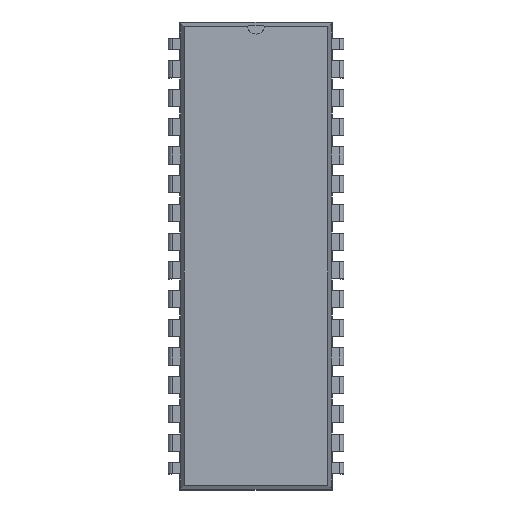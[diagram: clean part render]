
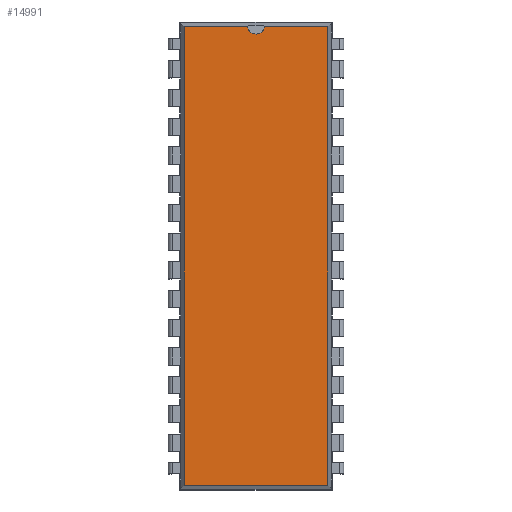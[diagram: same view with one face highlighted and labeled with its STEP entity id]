
A CAD part, top view. The second image highlights one B-rep face of the part: STEP entity #14991.
In plain terms, the highlighted planar face has unit normal (0, 0, 1).
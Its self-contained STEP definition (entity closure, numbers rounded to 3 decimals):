
#8195 = VERTEX_POINT('',#8196);
#8196 = CARTESIAN_POINT('',(13.952,1.252,3.68));
#8201 = EDGE_CURVE('',#8202,#8195,#8204,.T.);
#8202 = VERTEX_POINT('',#8203);
#8203 = CARTESIAN_POINT('',(13.952,-39.352,3.68));
#8204 = LINE('',#8205,#8206);
#8205 = CARTESIAN_POINT('',(13.952,-39.352,3.68));
#8206 = VECTOR('',#8207,1.);
#8207 = DIRECTION('',(0.,1.,0.));
#11361 = VERTEX_POINT('',#11362);
#11362 = CARTESIAN_POINT('',(1.288,1.252,3.68));
#11367 = EDGE_CURVE('',#11368,#11361,#11370,.T.);
#11368 = VERTEX_POINT('',#11369);
#11369 = CARTESIAN_POINT('',(6.874,1.252,3.68));
#11370 = LINE('',#11371,#11372);
#11371 = CARTESIAN_POINT('',(13.952,1.252,3.68));
#11372 = VECTOR('',#11373,1.);
#11373 = DIRECTION('',(-1.,0.,0.));
#11588 = VERTEX_POINT('',#11589);
#11589 = CARTESIAN_POINT('',(8.366,1.252,3.68));
#11693 = EDGE_CURVE('',#8195,#11588,#11694,.T.);
#11694 = LINE('',#11695,#11696);
#11695 = CARTESIAN_POINT('',(13.952,1.252,3.68));
#11696 = VECTOR('',#11697,1.);
#11697 = DIRECTION('',(-1.,0.,0.));
#11821 = VERTEX_POINT('',#11822);
#11822 = CARTESIAN_POINT('',(1.288,-39.352,3.68));
#11827 = EDGE_CURVE('',#11361,#11821,#11828,.T.);
#11828 = LINE('',#11829,#11830);
#11829 = CARTESIAN_POINT('',(1.288,1.252,3.68));
#11830 = VECTOR('',#11831,1.);
#11831 = DIRECTION('',(0.,-1.,0.));
#14980 = EDGE_CURVE('',#11821,#8202,#14981,.T.);
#14981 = LINE('',#14982,#14983);
#14982 = CARTESIAN_POINT('',(1.288,-39.352,3.68));
#14983 = VECTOR('',#14984,1.);
#14984 = DIRECTION('',(1.,0.,0.));
#14991 = ADVANCED_FACE('',(#14992),#15015,.F.);
#14992 = FACE_BOUND('',#14993,.F.);
#14993 = EDGE_LOOP('',(#14994,#14995,#14996,#14997,#14998,#15007,#15014)
);
#14994 = ORIENTED_EDGE('',*,*,#8201,.F.);
#14995 = ORIENTED_EDGE('',*,*,#14980,.F.);
#14996 = ORIENTED_EDGE('',*,*,#11827,.F.);
#14997 = ORIENTED_EDGE('',*,*,#11367,.F.);
#14998 = ORIENTED_EDGE('',*,*,#14999,.F.);
#14999 = EDGE_CURVE('',#15000,#11368,#15002,.T.);
#15000 = VERTEX_POINT('',#15001);
#15001 = CARTESIAN_POINT('',(7.62,0.577,3.68));
#15002 = CIRCLE('',#15003,0.75);
#15003 = AXIS2_PLACEMENT_3D('',#15004,#15005,#15006);
#15004 = CARTESIAN_POINT('',(7.62,1.327,3.68));
#15005 = DIRECTION('',(0.,0.,-1.));
#15006 = DIRECTION('',(0.,-1.,0.));
#15007 = ORIENTED_EDGE('',*,*,#15008,.F.);
#15008 = EDGE_CURVE('',#11588,#15000,#15009,.T.);
#15009 = CIRCLE('',#15010,0.75);
#15010 = AXIS2_PLACEMENT_3D('',#15011,#15012,#15013);
#15011 = CARTESIAN_POINT('',(7.62,1.327,3.68));
#15012 = DIRECTION('',(0.,0.,-1.));
#15013 = DIRECTION('',(0.,-1.,0.));
#15014 = ORIENTED_EDGE('',*,*,#11693,.F.);
#15015 = PLANE('',#15016);
#15016 = AXIS2_PLACEMENT_3D('',#15017,#15018,#15019);
#15017 = CARTESIAN_POINT('',(13.952,-39.352,3.68));
#15018 = DIRECTION('',(0.,0.,-1.));
#15019 = DIRECTION('',(-0.298,0.955,0.));
